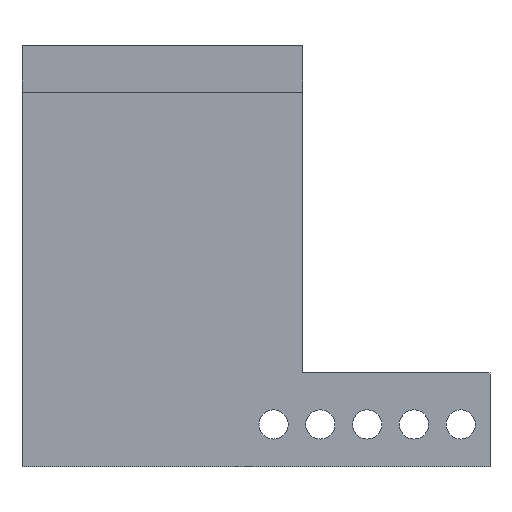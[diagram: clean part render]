
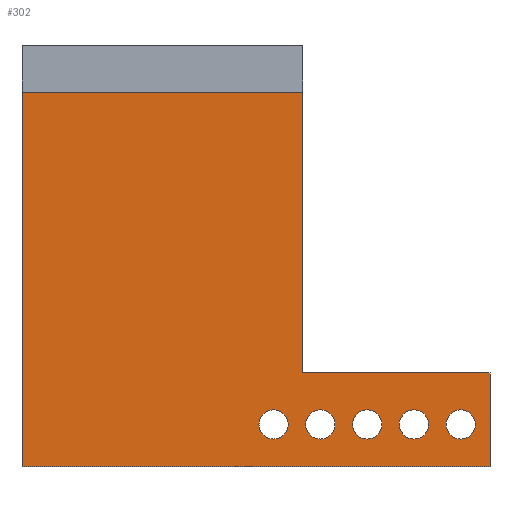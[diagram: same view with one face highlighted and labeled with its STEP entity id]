
A CAD part, front view. The second image highlights one B-rep face of the part: STEP entity #302.
In plain terms, the highlighted planar face has unit normal (0, -1, 0).
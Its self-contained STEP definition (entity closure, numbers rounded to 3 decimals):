
#20=FACE_BOUND('',#67,.T.);
#21=FACE_BOUND('',#68,.T.);
#22=FACE_BOUND('',#69,.T.);
#23=FACE_BOUND('',#70,.T.);
#24=FACE_BOUND('',#71,.T.);
#31=PLANE('',#341);
#46=FACE_OUTER_BOUND('',#66,.T.);
#66=EDGE_LOOP('',(#263,#264,#265,#266,#267,#268));
#67=EDGE_LOOP('',(#269));
#68=EDGE_LOOP('',(#270));
#69=EDGE_LOOP('',(#271));
#70=EDGE_LOOP('',(#272));
#71=EDGE_LOOP('',(#273));
#81=LINE('',#462,#110);
#85=LINE('',#470,#114);
#91=LINE('',#481,#120);
#95=LINE('',#491,#124);
#100=LINE('',#499,#129);
#101=LINE('',#501,#130);
#110=VECTOR('',#385,10.);
#114=VECTOR('',#391,10.);
#120=VECTOR('',#399,10.);
#124=VECTOR('',#405,10.);
#129=VECTOR('',#414,10.);
#130=VECTOR('',#417,10.);
#133=CIRCLE('',#321,0.625);
#135=CIRCLE('',#324,0.625);
#137=CIRCLE('',#327,0.625);
#139=CIRCLE('',#330,0.625);
#141=CIRCLE('',#333,0.625);
#143=VERTEX_POINT('',#428);
#145=VERTEX_POINT('',#434);
#147=VERTEX_POINT('',#440);
#149=VERTEX_POINT('',#446);
#151=VERTEX_POINT('',#452);
#153=VERTEX_POINT('',#458);
#155=VERTEX_POINT('',#461);
#158=VERTEX_POINT('',#469);
#162=VERTEX_POINT('',#479);
#166=VERTEX_POINT('',#488);
#167=VERTEX_POINT('',#490);
#169=EDGE_CURVE('',#143,#143,#133,.T.);
#172=EDGE_CURVE('',#145,#145,#135,.T.);
#175=EDGE_CURVE('',#147,#147,#137,.T.);
#178=EDGE_CURVE('',#149,#149,#139,.T.);
#181=EDGE_CURVE('',#151,#151,#141,.T.);
#185=EDGE_CURVE('',#153,#155,#81,.T.);
#189=EDGE_CURVE('',#155,#158,#85,.T.);
#195=EDGE_CURVE('',#162,#153,#91,.T.);
#199=EDGE_CURVE('',#166,#167,#95,.T.);
#204=EDGE_CURVE('',#166,#158,#100,.T.);
#205=EDGE_CURVE('',#167,#162,#101,.T.);
#263=ORIENTED_EDGE('',*,*,#204,.T.);
#264=ORIENTED_EDGE('',*,*,#189,.F.);
#265=ORIENTED_EDGE('',*,*,#185,.F.);
#266=ORIENTED_EDGE('',*,*,#195,.F.);
#267=ORIENTED_EDGE('',*,*,#205,.F.);
#268=ORIENTED_EDGE('',*,*,#199,.F.);
#269=ORIENTED_EDGE('',*,*,#169,.T.);
#270=ORIENTED_EDGE('',*,*,#172,.T.);
#271=ORIENTED_EDGE('',*,*,#175,.T.);
#272=ORIENTED_EDGE('',*,*,#178,.T.);
#273=ORIENTED_EDGE('',*,*,#181,.T.);
#302=ADVANCED_FACE('',(#46,#20,#21,#22,#23,#24),#31,.T.);
#321=AXIS2_PLACEMENT_3D('',#429,#349,#350);
#324=AXIS2_PLACEMENT_3D('',#435,#356,#357);
#327=AXIS2_PLACEMENT_3D('',#441,#363,#364);
#330=AXIS2_PLACEMENT_3D('',#447,#370,#371);
#333=AXIS2_PLACEMENT_3D('',#453,#377,#378);
#341=AXIS2_PLACEMENT_3D('',#500,#415,#416);
#349=DIRECTION('center_axis',(0.,1.,0.));
#350=DIRECTION('ref_axis',(1.,0.,0.));
#356=DIRECTION('center_axis',(0.,1.,0.));
#357=DIRECTION('ref_axis',(1.,0.,0.));
#363=DIRECTION('center_axis',(0.,1.,0.));
#364=DIRECTION('ref_axis',(1.,0.,0.));
#370=DIRECTION('center_axis',(0.,1.,0.));
#371=DIRECTION('ref_axis',(1.,0.,0.));
#377=DIRECTION('center_axis',(0.,1.,0.));
#378=DIRECTION('ref_axis',(1.,0.,0.));
#385=DIRECTION('',(1.,0.,0.));
#391=DIRECTION('',(0.,0.,-1.));
#399=DIRECTION('',(0.,0.,-1.));
#405=DIRECTION('',(0.,0.,1.));
#414=DIRECTION('',(1.,0.,0.));
#415=DIRECTION('center_axis',(0.,-1.,0.));
#416=DIRECTION('ref_axis',(0.,0.,-1.));
#417=DIRECTION('',(1.,0.,0.));
#428=CARTESIAN_POINT('',(13.125,7.,3.8));
#429=CARTESIAN_POINT('Origin',(13.75,7.,3.8));
#434=CARTESIAN_POINT('',(11.125,7.,3.8));
#435=CARTESIAN_POINT('Origin',(11.75,7.,3.8));
#440=CARTESIAN_POINT('',(15.125,7.,3.8));
#441=CARTESIAN_POINT('Origin',(15.75,7.,3.8));
#446=CARTESIAN_POINT('',(9.125,7.,3.8));
#447=CARTESIAN_POINT('Origin',(9.75,7.,3.8));
#452=CARTESIAN_POINT('',(17.125,7.,3.8));
#453=CARTESIAN_POINT('Origin',(17.75,7.,3.8));
#458=CARTESIAN_POINT('',(11.,7.,6.));
#461=CARTESIAN_POINT('',(19.,7.,6.));
#462=CARTESIAN_POINT('',(11.,7.,6.));
#469=CARTESIAN_POINT('',(19.,7.,2.));
#470=CARTESIAN_POINT('',(19.,7.,2.));
#479=CARTESIAN_POINT('',(11.,7.,18.));
#481=CARTESIAN_POINT('',(11.,7.,18.));
#488=CARTESIAN_POINT('',(-1.,7.,2.));
#490=CARTESIAN_POINT('',(-1.,7.,18.));
#491=CARTESIAN_POINT('',(-1.,7.,18.));
#499=CARTESIAN_POINT('',(0.,7.,2.));
#500=CARTESIAN_POINT('Origin',(0.,7.,18.));
#501=CARTESIAN_POINT('',(0.,7.,18.));
